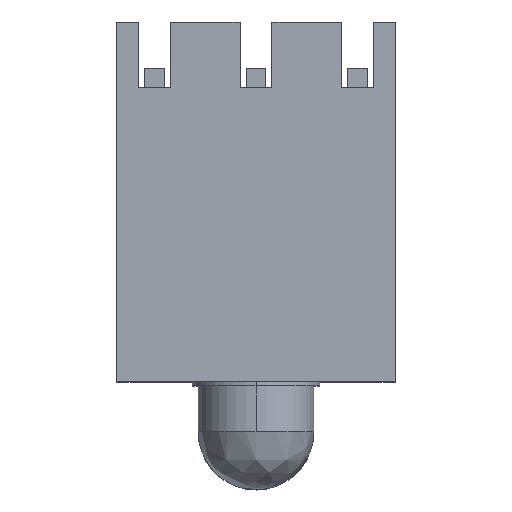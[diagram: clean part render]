
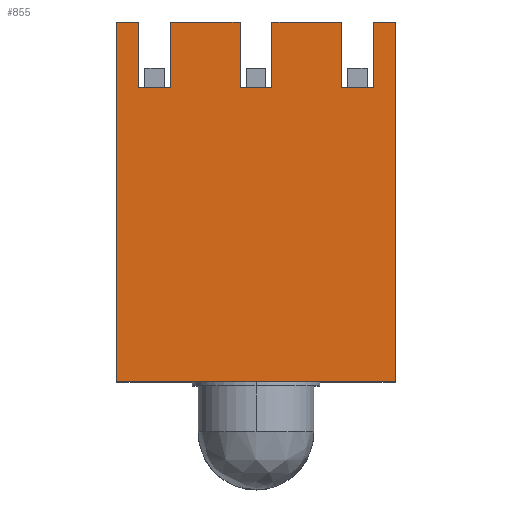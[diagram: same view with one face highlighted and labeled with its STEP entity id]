
A CAD part, top view. The second image highlights one B-rep face of the part: STEP entity #855.
In plain terms, the highlighted planar face has unit normal (0, 0, 1).
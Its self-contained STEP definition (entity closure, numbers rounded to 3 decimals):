
#11 = CARTESIAN_POINT ( 'NONE',  ( 1229.597, 1045.464, 228.428 ) ) ;
#121 = CARTESIAN_POINT ( 'NONE',  ( 1227.057, 1043.369, 228.428 ) ) ;
#136 = CARTESIAN_POINT ( 'NONE',  ( 1229.997, 1045.464, 228.428 ) ) ;
#224 = CARTESIAN_POINT ( 'NONE',  ( 1229.597, 1043.814, 228.428 ) ) ;
#242 = DIRECTION ( 'NONE',  ( 0., 1., 0. ) ) ;
#326 = VECTOR ( 'NONE', #1005, 1000. ) ;
#344 = LINE ( 'NONE', #1351, #3871 ) ;
#359 = DIRECTION ( 'NONE',  ( -1., 0., 0. ) ) ;
#399 = CARTESIAN_POINT ( 'NONE',  ( 1232.937, 1043.814, 228.428 ) ) ;
#452 = VERTEX_POINT ( 'NONE', #399 ) ;
#468 = CARTESIAN_POINT ( 'NONE',  ( 1227.057, 1045.464, 228.428 ) ) ;
#475 = EDGE_CURVE ( 'NONE', #2418, #2210, #344, .T. ) ;
#593 = VERTEX_POINT ( 'NONE', #3515 ) ;
#627 = CARTESIAN_POINT ( 'NONE',  ( 1229.997, 1045.464, 228.428 ) ) ;
#667 = CARTESIAN_POINT ( 'NONE',  ( 1226.497, 1040.954, 228.428 ) ) ;
#700 = ORIENTED_EDGE ( 'NONE', *, *, #3110, .F. ) ;
#740 = DIRECTION ( 'NONE',  ( 1., 0., 0. ) ) ;
#763 = VECTOR ( 'NONE', #359, 1000. ) ;
#786 = EDGE_CURVE ( 'NONE', #1412, #1988, #2212, .T. ) ;
#832 = VERTEX_POINT ( 'NONE', #1368 ) ;
#847 = VECTOR ( 'NONE', #2580, 1000. ) ;
#855 = ADVANCED_FACE ( 'NONE', ( #1012 ), #2280, .T. ) ;
#989 = EDGE_CURVE ( 'NONE', #3169, #593, #1926, .T. ) ;
#994 = CARTESIAN_POINT ( 'NONE',  ( 1227.457, 1043.814, 228.428 ) ) ;
#1000 = LINE ( 'NONE', #1556, #1242 ) ;
#1005 = DIRECTION ( 'NONE',  ( 1., 0., 0. ) ) ;
#1012 = FACE_OUTER_BOUND ( 'NONE', #3313, .T. ) ;
#1026 = ORIENTED_EDGE ( 'NONE', *, *, #989, .F. ) ;
#1033 = VERTEX_POINT ( 'NONE', #468 ) ;
#1096 = LINE ( 'NONE', #667, #1290 ) ;
#1104 = AXIS2_PLACEMENT_3D ( 'NONE', #3179, #2579, #740 ) ;
#1120 = ORIENTED_EDGE ( 'NONE', *, *, #2819, .F. ) ;
#1237 = VECTOR ( 'NONE', #2595, 1000. ) ;
#1242 = VECTOR ( 'NONE', #3060, 1000. ) ;
#1290 = VECTOR ( 'NONE', #2859, 1000. ) ;
#1316 = CARTESIAN_POINT ( 'NONE',  ( 1227.857, 1043.814, 228.428 ) ) ;
#1351 = CARTESIAN_POINT ( 'NONE',  ( 1229.997, 1036.444, 228.428 ) ) ;
#1368 = CARTESIAN_POINT ( 'NONE',  ( 1230.397, 1045.464, 228.428 ) ) ;
#1371 = VERTEX_POINT ( 'NONE', #3686 ) ;
#1412 = VERTEX_POINT ( 'NONE', #1630 ) ;
#1467 = CARTESIAN_POINT ( 'NONE',  ( 1229.997, 1043.814, 228.428 ) ) ;
#1476 = LINE ( 'NONE', #136, #2858 ) ;
#1513 = ORIENTED_EDGE ( 'NONE', *, *, #786, .F. ) ;
#1540 = CARTESIAN_POINT ( 'NONE',  ( 1230.397, 1043.369, 228.428 ) ) ;
#1556 = CARTESIAN_POINT ( 'NONE',  ( 1232.137, 1043.369, 228.428 ) ) ;
#1589 = CARTESIAN_POINT ( 'NONE',  ( 1229.997, 1045.464, 228.428 ) ) ;
#1603 = CARTESIAN_POINT ( 'NONE',  ( 1227.057, 1043.814, 228.428 ) ) ;
#1630 = CARTESIAN_POINT ( 'NONE',  ( 1232.937, 1045.464, 228.428 ) ) ;
#1661 = DIRECTION ( 'NONE',  ( -1., 0., 0. ) ) ;
#1735 = EDGE_CURVE ( 'NONE', #1801, #2721, #1827, .T. ) ;
#1773 = LINE ( 'NONE', #1589, #763 ) ;
#1781 = DIRECTION ( 'NONE',  ( 1., 0., 0. ) ) ;
#1786 = CARTESIAN_POINT ( 'NONE',  ( 1233.497, 1040.954, 228.428 ) ) ;
#1801 = VERTEX_POINT ( 'NONE', #11 ) ;
#1804 = ORIENTED_EDGE ( 'NONE', *, *, #3761, .T. ) ;
#1827 = LINE ( 'NONE', #3856, #2871 ) ;
#1837 = CARTESIAN_POINT ( 'NONE',  ( 1233.217, 1045.464, 228.428 ) ) ;
#1915 = EDGE_CURVE ( 'NONE', #1371, #832, #1962, .T. ) ;
#1926 = LINE ( 'NONE', #2346, #2653 ) ;
#1938 = EDGE_CURVE ( 'NONE', #2983, #832, #1773, .T. ) ;
#1960 = EDGE_CURVE ( 'NONE', #1801, #593, #2449, .T. ) ;
#1962 = LINE ( 'NONE', #1540, #2397 ) ;
#1988 = VERTEX_POINT ( 'NONE', #3708 ) ;
#2041 = ORIENTED_EDGE ( 'NONE', *, *, #475, .F. ) ;
#2123 = VECTOR ( 'NONE', #2133, 1000. ) ;
#2133 = DIRECTION ( 'NONE',  ( 1., 0., 0. ) ) ;
#2180 = DIRECTION ( 'NONE',  ( 0., 1., 0. ) ) ;
#2189 = LINE ( 'NONE', #1786, #2908 ) ;
#2191 = CARTESIAN_POINT ( 'NONE',  ( 1232.137, 1045.464, 228.428 ) ) ;
#2201 = VECTOR ( 'NONE', #2386, 1000. ) ;
#2210 = VERTEX_POINT ( 'NONE', #3827 ) ;
#2212 = LINE ( 'NONE', #1837, #2123 ) ;
#2231 = CARTESIAN_POINT ( 'NONE',  ( 1232.137, 1043.814, 228.428 ) ) ;
#2280 = PLANE ( 'NONE',  #1104 ) ;
#2346 = CARTESIAN_POINT ( 'NONE',  ( 1227.857, 1043.369, 228.428 ) ) ;
#2386 = DIRECTION ( 'NONE',  ( 1., 0., 0. ) ) ;
#2397 = VECTOR ( 'NONE', #2180, 1000. ) ;
#2417 = ORIENTED_EDGE ( 'NONE', *, *, #3918, .T. ) ;
#2418 = VERTEX_POINT ( 'NONE', #3350 ) ;
#2449 = LINE ( 'NONE', #627, #3434 ) ;
#2579 = DIRECTION ( 'NONE',  ( 0., 0., 1. ) ) ;
#2580 = DIRECTION ( 'NONE',  ( 0., -1., 0. ) ) ;
#2595 = DIRECTION ( 'NONE',  ( 0., 1., 0. ) ) ;
#2653 = VECTOR ( 'NONE', #2923, 1000. ) ;
#2686 = DIRECTION ( 'NONE',  ( 0., -1., 0. ) ) ;
#2716 = CARTESIAN_POINT ( 'NONE',  ( 1226.497, 1045.464, 228.428 ) ) ;
#2717 = ORIENTED_EDGE ( 'NONE', *, *, #3735, .F. ) ;
#2721 = VERTEX_POINT ( 'NONE', #224 ) ;
#2805 = DIRECTION ( 'NONE',  ( -1., 0., 0. ) ) ;
#2819 = EDGE_CURVE ( 'NONE', #2721, #1371, #2829, .T. ) ;
#2829 = LINE ( 'NONE', #1467, #2965 ) ;
#2839 = EDGE_CURVE ( 'NONE', #3044, #452, #2920, .T. ) ;
#2850 = ORIENTED_EDGE ( 'NONE', *, *, #1735, .F. ) ;
#2858 = VECTOR ( 'NONE', #1661, 1000. ) ;
#2859 = DIRECTION ( 'NONE',  ( 0., 1., 0. ) ) ;
#2871 = VECTOR ( 'NONE', #2686, 1000. ) ;
#2908 = VECTOR ( 'NONE', #242, 1000. ) ;
#2920 = LINE ( 'NONE', #3000, #2201 ) ;
#2923 = DIRECTION ( 'NONE',  ( 0., 1., 0. ) ) ;
#2945 = EDGE_CURVE ( 'NONE', #2983, #3044, #1000, .T. ) ;
#2965 = VECTOR ( 'NONE', #1781, 1000. ) ;
#2983 = VERTEX_POINT ( 'NONE', #2191 ) ;
#3000 = CARTESIAN_POINT ( 'NONE',  ( 1232.537, 1043.814, 228.428 ) ) ;
#3044 = VERTEX_POINT ( 'NONE', #2231 ) ;
#3060 = DIRECTION ( 'NONE',  ( 0., -1., 0. ) ) ;
#3110 = EDGE_CURVE ( 'NONE', #2210, #3480, #1096, .T. ) ;
#3122 = VERTEX_POINT ( 'NONE', #1603 ) ;
#3132 = ORIENTED_EDGE ( 'NONE', *, *, #1938, .T. ) ;
#3169 = VERTEX_POINT ( 'NONE', #1316 ) ;
#3179 = CARTESIAN_POINT ( 'NONE',  ( 1226.497, 1036.444, 228.428 ) ) ;
#3275 = ORIENTED_EDGE ( 'NONE', *, *, #3689, .F. ) ;
#3291 = ORIENTED_EDGE ( 'NONE', *, *, #2839, .F. ) ;
#3313 = EDGE_LOOP ( 'NONE', ( #3502, #1026, #3275, #2717, #1804, #700, #2041, #2417, #1513, #3401, #3291, #3594, #3132, #3523, #1120, #2850 ) ) ;
#3350 = CARTESIAN_POINT ( 'NONE',  ( 1233.497, 1036.444, 228.428 ) ) ;
#3401 = ORIENTED_EDGE ( 'NONE', *, *, #3841, .F. ) ;
#3434 = VECTOR ( 'NONE', #2805, 1000. ) ;
#3480 = VERTEX_POINT ( 'NONE', #2716 ) ;
#3502 = ORIENTED_EDGE ( 'NONE', *, *, #1960, .T. ) ;
#3515 = CARTESIAN_POINT ( 'NONE',  ( 1227.857, 1045.464, 228.428 ) ) ;
#3523 = ORIENTED_EDGE ( 'NONE', *, *, #1915, .F. ) ;
#3548 = CARTESIAN_POINT ( 'NONE',  ( 1232.937, 1043.369, 228.428 ) ) ;
#3594 = ORIENTED_EDGE ( 'NONE', *, *, #2945, .F. ) ;
#3686 = CARTESIAN_POINT ( 'NONE',  ( 1230.397, 1043.814, 228.428 ) ) ;
#3689 = EDGE_CURVE ( 'NONE', #3122, #3169, #3888, .T. ) ;
#3708 = CARTESIAN_POINT ( 'NONE',  ( 1233.497, 1045.464, 228.428 ) ) ;
#3735 = EDGE_CURVE ( 'NONE', #1033, #3122, #3799, .T. ) ;
#3748 = LINE ( 'NONE', #3548, #1237 ) ;
#3761 = EDGE_CURVE ( 'NONE', #1033, #3480, #1476, .T. ) ;
#3796 = DIRECTION ( 'NONE',  ( -1., 0., 0. ) ) ;
#3799 = LINE ( 'NONE', #121, #847 ) ;
#3827 = CARTESIAN_POINT ( 'NONE',  ( 1226.497, 1036.444, 228.428 ) ) ;
#3841 = EDGE_CURVE ( 'NONE', #452, #1412, #3748, .T. ) ;
#3856 = CARTESIAN_POINT ( 'NONE',  ( 1229.597, 1043.369, 228.428 ) ) ;
#3871 = VECTOR ( 'NONE', #3796, 1000. ) ;
#3888 = LINE ( 'NONE', #994, #326 ) ;
#3918 = EDGE_CURVE ( 'NONE', #2418, #1988, #2189, .T. ) ;
